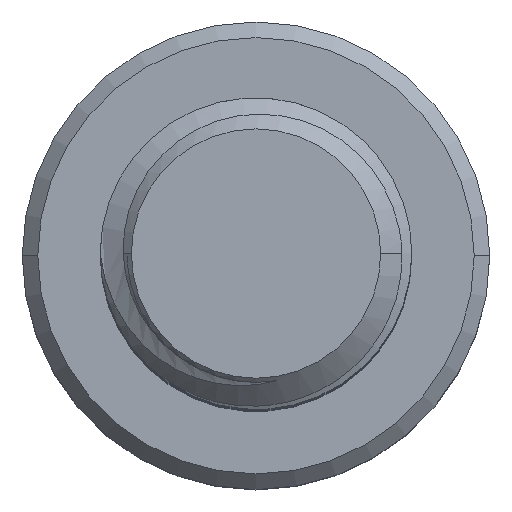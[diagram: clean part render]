
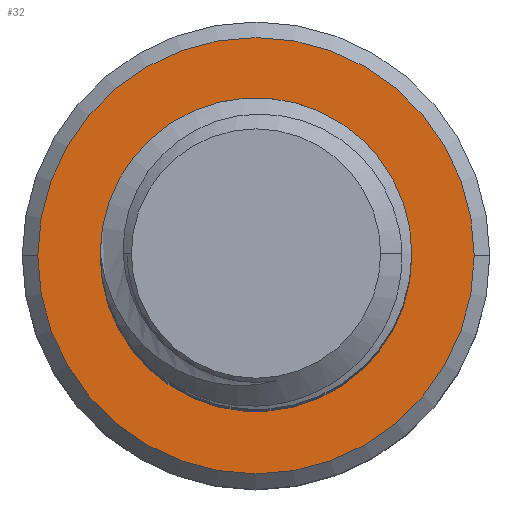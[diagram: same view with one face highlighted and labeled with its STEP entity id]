
A CAD part, top view. The second image highlights one B-rep face of the part: STEP entity #32.
In plain terms, the highlighted planar face has unit normal (0, 0, 1).
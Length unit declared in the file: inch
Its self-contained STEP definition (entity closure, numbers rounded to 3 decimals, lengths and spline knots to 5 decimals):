
#4 = AXIS2_PLACEMENT_3D ( 'NONE', #792, #793, #794 ) ;
#6 = AXIS2_PLACEMENT_3D ( 'NONE', #238, #232, #230 ) ;
#32 = ADVANCED_FACE ( 'NONE', ( #3228, #3227 ), #6619, .F. ) ;
#230 = DIRECTION ( 'NONE',  ( 1., 0., 0. ) ) ;
#232 = DIRECTION ( 'NONE',  ( 0., 0., -1. ) ) ;
#238 = CARTESIAN_POINT ( 'NONE',  ( 0., 0., -1.25 ) ) ;
#792 = CARTESIAN_POINT ( 'NONE',  ( 0., 0., -1.25 ) ) ;
#793 = DIRECTION ( 'NONE',  ( 0., 0., 1. ) ) ;
#794 = DIRECTION ( 'NONE',  ( 1., 0., 0. ) ) ;
#1867 = CARTESIAN_POINT ( 'NONE',  ( 0.21875, 0., -1.25 ) ) ;
#1882 = CARTESIAN_POINT ( 'NONE',  ( 0.09051, -0.09218, -1.25 ) ) ;
#1982 = CARTESIAN_POINT ( 'NONE',  ( -0.10947, 0.11149, -1.25 ) ) ;
#2037 = CARTESIAN_POINT ( 'NONE',  ( 0., 0.15625, -1.25 ) ) ;
#2067 = CARTESIAN_POINT ( 'NONE',  ( 0., -0.12919, -1.25 ) ) ;
#2073 = CARTESIAN_POINT ( 'NONE',  ( -0.21875, 0., -1.25 ) ) ;
#2660 = EDGE_LOOP ( 'NONE', ( #3606, #3607 ) ) ;
#2752 = CIRCLE ( 'NONE', #6, 0.12919 ) ;
#2785 = CIRCLE ( 'NONE', #4, 0.15625 ) ;
#2922 = CIRCLE ( 'NONE', #7614, 0.21875 ) ;
#2962 = CIRCLE ( 'NONE', #7056, 0.21875 ) ;
#3227 = FACE_BOUND ( 'NONE', #3392, .T. ) ;
#3228 = FACE_OUTER_BOUND ( 'NONE', #2660, .T. ) ;
#3392 = EDGE_LOOP ( 'NONE', ( #3594, #3711, #3710, #3709 ) ) ;
#3594 = ORIENTED_EDGE ( 'NONE', *, *, #7531, .F. ) ;
#3606 = ORIENTED_EDGE ( 'NONE', *, *, #7367, .T. ) ;
#3607 = ORIENTED_EDGE ( 'NONE', *, *, #7327, .T. ) ;
#3709 = ORIENTED_EDGE ( 'NONE', *, *, #7424, .T. ) ;
#3710 = ORIENTED_EDGE ( 'NONE', *, *, #7564, .T. ) ;
#3711 = ORIENTED_EDGE ( 'NONE', *, *, #7310, .T. ) ;
#4516 = CARTESIAN_POINT ( 'NONE',  ( -0.10947, 0.11149, -1.25 ) ) ;
#4517 = CARTESIAN_POINT ( 'NONE',  ( -0.11886, 0.10079, -1.25 ) ) ;
#4518 = CARTESIAN_POINT ( 'NONE',  ( -0.1267, 0.08896, -1.25 ) ) ;
#4519 = CARTESIAN_POINT ( 'NONE',  ( -0.13595, 0.06998, -1.25 ) ) ;
#4520 = CARTESIAN_POINT ( 'NONE',  ( -0.1386, 0.06336, -1.25 ) ) ;
#4521 = CARTESIAN_POINT ( 'NONE',  ( -0.14291, 0.04987, -1.25 ) ) ;
#4522 = CARTESIAN_POINT ( 'NONE',  ( -0.14456, 0.04303, -1.25 ) ) ;
#4523 = CARTESIAN_POINT ( 'NONE',  ( -0.14802, 0.02226, -1.25 ) ) ;
#4524 = CARTESIAN_POINT ( 'NONE',  ( -0.14833, 0.00786, -1.25 ) ) ;
#4525 = CARTESIAN_POINT ( 'NONE',  ( -0.14574, -0.01306, -1.25 ) ) ;
#4526 = CARTESIAN_POINT ( 'NONE',  ( -0.14438, -0.01995, -1.25 ) ) ;
#4527 = CARTESIAN_POINT ( 'NONE',  ( -0.14066, -0.03357, -1.25 ) ) ;
#4528 = CARTESIAN_POINT ( 'NONE',  ( -0.13827, -0.04032, -1.25 ) ) ;
#4529 = CARTESIAN_POINT ( 'NONE',  ( -0.13263, -0.05325, -1.25 ) ) ;
#4530 = CARTESIAN_POINT ( 'NONE',  ( -0.12936, -0.05948, -1.25 ) ) ;
#4531 = CARTESIAN_POINT ( 'NONE',  ( -0.12191, -0.07146, -1.25 ) ) ;
#4532 = CARTESIAN_POINT ( 'NONE',  ( -0.1177, -0.07726, -1.25 ) ) ;
#4533 = CARTESIAN_POINT ( 'NONE',  ( -0.10851, -0.08797, -1.25 ) ) ;
#4534 = CARTESIAN_POINT ( 'NONE',  ( -0.10353, -0.09293, -1.25 ) ) ;
#4535 = CARTESIAN_POINT ( 'NONE',  ( -0.09282, -0.10205, -1.25 ) ) ;
#4536 = CARTESIAN_POINT ( 'NONE',  ( -0.08703, -0.10624, -1.25 ) ) ;
#4537 = CARTESIAN_POINT ( 'NONE',  ( -0.07495, -0.11361, -1.25 ) ) ;
#4538 = CARTESIAN_POINT ( 'NONE',  ( -0.06868, -0.11678, -1.25 ) ) ;
#4539 = CARTESIAN_POINT ( 'NONE',  ( -0.05568, -0.12214, -1.25 ) ) ;
#4540 = CARTESIAN_POINT ( 'NONE',  ( -0.04892, -0.12433, -1.25 ) ) ;
#4541 = CARTESIAN_POINT ( 'NONE',  ( -0.02821, -0.12925, -1.25 ) ) ;
#4542 = CARTESIAN_POINT ( 'NONE',  ( -0.0142, -0.13033, -1.25 ) ) ;
#4553 = CARTESIAN_POINT ( 'NONE',  ( 0., -0.12919, -1.25 ) ) ;
#4914 = DIRECTION ( 'NONE',  ( -1., 0., 0. ) ) ;
#4917 = DIRECTION ( 'NONE',  ( 0., 0., 1. ) ) ;
#4921 = CARTESIAN_POINT ( 'NONE',  ( 0., 0., -1.25 ) ) ;
#5515 = DIRECTION ( 'NONE',  ( -1., 0., 0. ) ) ;
#5517 = DIRECTION ( 'NONE',  ( 0., 0., 1. ) ) ;
#5519 = CARTESIAN_POINT ( 'NONE',  ( 0., 0., -1.25 ) ) ;
#5722 = VERTEX_POINT ( 'NONE', #2067 ) ;
#5725 = VERTEX_POINT ( 'NONE', #2073 ) ;
#5748 = VERTEX_POINT ( 'NONE', #1982 ) ;
#5757 = VERTEX_POINT ( 'NONE', #1867 ) ;
#5810 = VERTEX_POINT ( 'NONE', #2037 ) ;
#6046 = VERTEX_POINT ( 'NONE', #1882 ) ;
#6232 = CARTESIAN_POINT ( 'NONE',  ( 0.09051, -0.09218, -1.25 ) ) ;
#6233 = CARTESIAN_POINT ( 'NONE',  ( 0.10154, -0.08314, -1.25 ) ) ;
#6234 = CARTESIAN_POINT ( 'NONE',  ( 0.11073, -0.0725, -1.25 ) ) ;
#6235 = CARTESIAN_POINT ( 'NONE',  ( 0.12569, -0.04826, -1.25 ) ) ;
#6236 = CARTESIAN_POINT ( 'NONE',  ( 0.13114, -0.0353, -1.25 ) ) ;
#6237 = CARTESIAN_POINT ( 'NONE',  ( 0.13632, -0.01467, -1.25 ) ) ;
#6238 = CARTESIAN_POINT ( 'NONE',  ( 0.13751, -0.00764, -1.25 ) ) ;
#6239 = CARTESIAN_POINT ( 'NONE',  ( 0.13879, 0.00636, -1.25 ) ) ;
#6240 = CARTESIAN_POINT ( 'NONE',  ( 0.1389, 0.01338, -1.25 ) ) ;
#6241 = CARTESIAN_POINT ( 'NONE',  ( 0.13803, 0.02747, -1.25 ) ) ;
#6242 = CARTESIAN_POINT ( 'NONE',  ( 0.13704, 0.03457, -1.25 ) ) ;
#6243 = CARTESIAN_POINT ( 'NONE',  ( 0.13402, 0.04832, -1.25 ) ) ;
#6244 = CARTESIAN_POINT ( 'NONE',  ( 0.132, 0.05503, -1.25 ) ) ;
#6245 = CARTESIAN_POINT ( 'NONE',  ( 0.12695, 0.06812, -1.25 ) ) ;
#6246 = CARTESIAN_POINT ( 'NONE',  ( 0.12388, 0.07454, -1.25 ) ) ;
#6247 = CARTESIAN_POINT ( 'NONE',  ( 0.11688, 0.08687, -1.25 ) ) ;
#6248 = CARTESIAN_POINT ( 'NONE',  ( 0.10908, 0.09859, -1.25 ) ) ;
#6249 = CARTESIAN_POINT ( 'NONE',  ( 0.09973, 0.1091, -1.25 ) ) ;
#6250 = CARTESIAN_POINT ( 'NONE',  ( 0.08958, 0.119, -1.25 ) ) ;
#6251 = CARTESIAN_POINT ( 'NONE',  ( 0.08413, 0.12359, -1.25 ) ) ;
#6252 = CARTESIAN_POINT ( 'NONE',  ( 0.07278, 0.13189, -1.25 ) ) ;
#6253 = CARTESIAN_POINT ( 'NONE',  ( 0.06683, 0.13562, -1.25 ) ) ;
#6254 = CARTESIAN_POINT ( 'NONE',  ( 0.05441, 0.14225, -1.25 ) ) ;
#6255 = CARTESIAN_POINT ( 'NONE',  ( 0.04787, 0.14516, -1.25 ) ) ;
#6256 = CARTESIAN_POINT ( 'NONE',  ( 0.02795, 0.1524, -1.25 ) ) ;
#6257 = CARTESIAN_POINT ( 'NONE',  ( 0.01421, 0.1553, -1.25 ) ) ;
#6261 = CARTESIAN_POINT ( 'NONE',  ( 0., 0.15625, -1.25 ) ) ;
#6618 = DIRECTION ( 'NONE',  ( 0., 0., -1. ) ) ;
#6619 = PLANE ( 'NONE',  #7199 ) ;
#6621 = DIRECTION ( 'NONE',  ( -1., 0., 0. ) ) ;
#6622 = CARTESIAN_POINT ( 'NONE',  ( 0., 0., -1.25 ) ) ;
#6994 = B_SPLINE_CURVE_WITH_KNOTS ( 'NONE', 3,
 ( #6261, #6257, #6256, #6255, #6254, #6253, #6252, #6251, #6250, #6249, #6248, #6247, #6246, #6245, #6244, #6243, #6242, #6241, #6240, #6239, #6238, #6237, #6236, #6235, #6234, #6233, #6232 ),
 .UNSPECIFIED., .F., .F.,
 ( 4, 2, 2, 2, 2, 1, 2, 2, 2, 2, 2, 2, 2, 4 ),
 ( 0., 0.00107, 0.0016, 0.00214, 0.00267, 0.00321, 0.00374, 0.00428, 0.00481, 0.00535, 0.00588, 0.00642, 0.00749, 0.00856 ),
 .UNSPECIFIED. ) ;
#7000 = B_SPLINE_CURVE_WITH_KNOTS ( 'NONE', 3,
 ( #4553, #4542, #4541, #4540, #4539, #4538, #4537, #4536, #4535, #4534, #4533, #4532, #4531, #4530, #4529, #4528, #4527, #4526, #4525, #4524, #4523, #4522, #4521, #4520, #4519, #4518, #4517, #4516 ),
 .UNSPECIFIED., .F., .F.,
 ( 4, 2, 2, 2, 2, 2, 2, 2, 2, 2, 2, 2, 2, 4 ),
 ( 0., 0.00107, 0.00161, 0.00214, 0.00268, 0.00321, 0.00375, 0.00428, 0.00482, 0.00535, 0.00642, 0.00696, 0.00749, 0.00856 ),
 .UNSPECIFIED. ) ;
#7056 = AXIS2_PLACEMENT_3D ( 'NONE', #5519, #5517, #5515 ) ;
#7199 = AXIS2_PLACEMENT_3D ( 'NONE', #6622, #6618, #6621 ) ;
#7310 = EDGE_CURVE ( 'NONE', #5810, #6046, #6994, .T. ) ;
#7327 = EDGE_CURVE ( 'NONE', #5757, #5725, #2962, .T. ) ;
#7367 = EDGE_CURVE ( 'NONE', #5725, #5757, #2922, .T. ) ;
#7424 = EDGE_CURVE ( 'NONE', #5722, #5748, #7000, .T. ) ;
#7531 = EDGE_CURVE ( 'NONE', #5810, #5748, #2785, .T. ) ;
#7564 = EDGE_CURVE ( 'NONE', #6046, #5722, #2752, .T. ) ;
#7614 = AXIS2_PLACEMENT_3D ( 'NONE', #4921, #4917, #4914 ) ;
